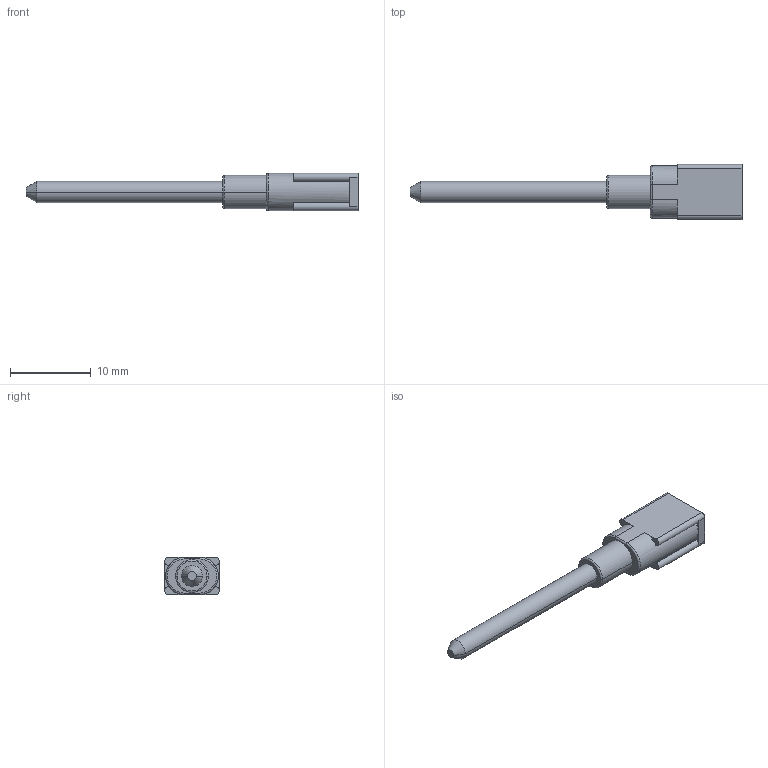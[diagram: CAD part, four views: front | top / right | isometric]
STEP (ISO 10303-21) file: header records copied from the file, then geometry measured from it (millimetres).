
FILE_DESCRIPTION((''),'2;1');
FILE_NAME('00111130002','2020-09-21T',('presta_be4'),(''),'CREO PARAMETRIC BY PTC INC, 2018360','CREO PARAMETRIC BY PTC INC, 2018360','');
FILE_SCHEMA(('CONFIG_CONTROL_DESIGN'));
Length unit declared in the file: millimetre
Products named in the file (1): 00111130002
Bounding box: 41 x 6.8 x 4.6 mm (x, y, z)
Volume: 410 mm3; surface area: 835.9 mm2
Topology: 1 solids, 1 shells, 66 faces, 168 edges, 107 vertices
Faces by surface type: plane 28, cylinder 28, cone 6, torus 4
Entity records: 2104 total; most frequent: CARTESIAN_POINT 401, DIRECTION 380, ORIENTED_EDGE 332, EDGE_CURVE 166, AXIS2_PLACEMENT_3D 152, VERTEX_POINT 107, CIRCLE 86, VECTOR 76
